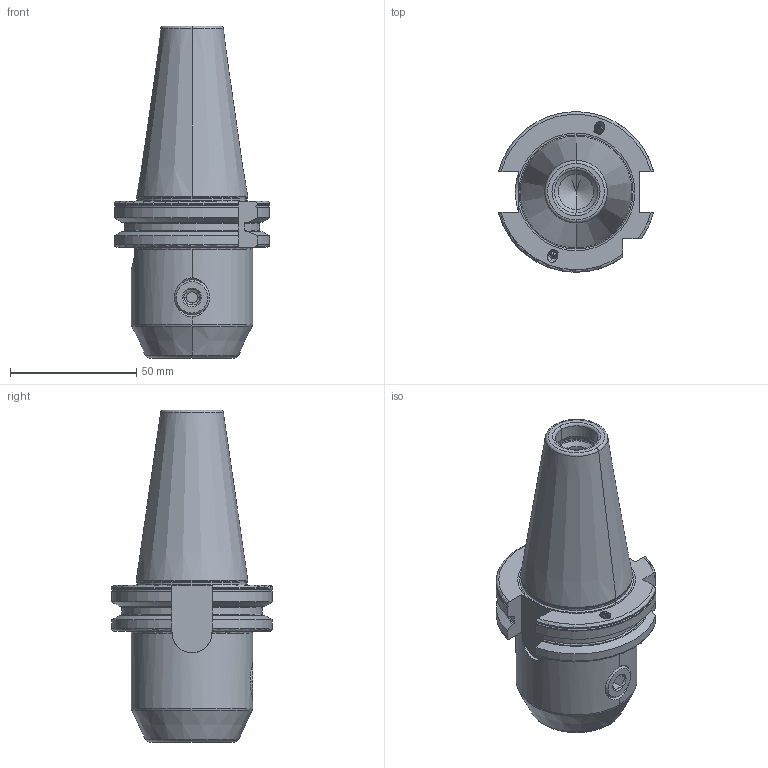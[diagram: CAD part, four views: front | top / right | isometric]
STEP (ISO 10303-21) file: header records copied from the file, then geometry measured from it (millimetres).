
FILE_DESCRIPTION((''),'2;1');
FILE_NAME('DC_403_04_16_K','2020-11-27T',('103090'),(''),'CREO PARAMETRIC BY PTC INC, 2016260','CREO PARAMETRIC BY PTC INC, 2016260','');
FILE_SCHEMA(('CONFIG_CONTROL_DESIGN'));
Length unit declared in the file: millimetre
Products named in the file (1): DC_403_04_16_K
Bounding box: 61.48 x 63.54 x 131.4 mm (x, y, z)
Volume: 173031.9 mm3; surface area: 27380.1 mm2
Topology: 1 solids, 1 shells, 178 faces, 446 edges, 276 vertices
Faces by surface type: cone 50, plane 49, torus 42, cylinder 37
Entity records: 5970 total; most frequent: CARTESIAN_POINT 1809, ORIENTED_EDGE 884, DIRECTION 846, EDGE_CURVE 442, AXIS2_PLACEMENT_3D 353, VERTEX_POINT 276, EDGE_LOOP 188, FACE_OUTER_BOUND 178
